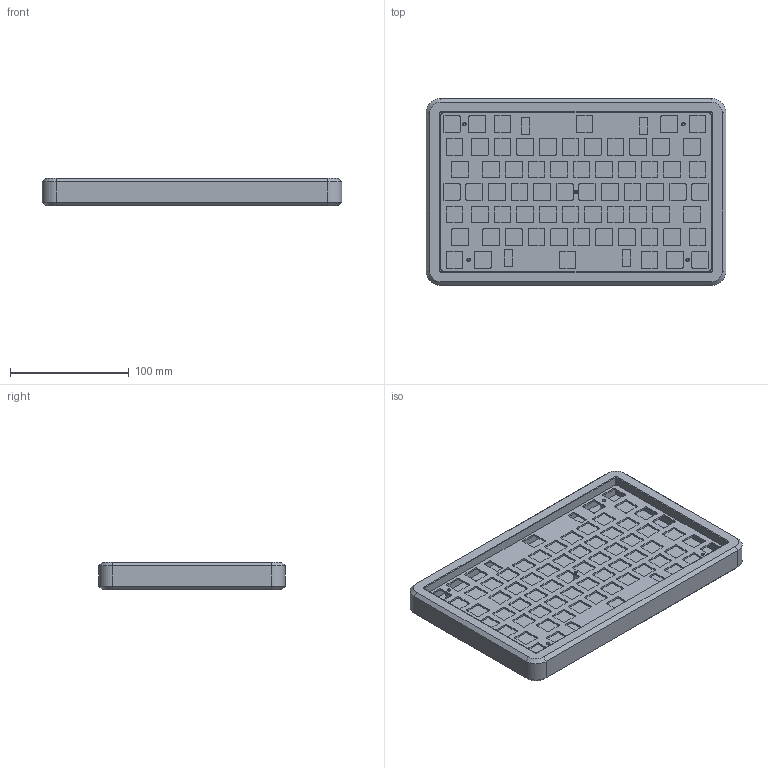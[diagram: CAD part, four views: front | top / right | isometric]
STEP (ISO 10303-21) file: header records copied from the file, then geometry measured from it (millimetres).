
FILE_DESCRIPTION(/* description */ (''),/* implementation_level */ '2;1');
FILE_NAME(/* name */ 'Romance 40.step',/* time_stamp */ '2024-09-06T09:10:52-04:00',/* author */ (''),/* organization */ (''),/* preprocessor_version */ 'ST-DEVELOPER v20',/* originating_system */ 'Autodesk Translation Framework v13.14.0.145',/* authorisation */ '');
FILE_SCHEMA (('AUTOMOTIVE_DESIGN { 1 0 10303 214 3 1 1 }'));
Length unit declared in the file: millimetre
Products named in the file (1): romance 40
Bounding box: 252.6 x 157.35 x 23 mm (x, y, z)
Volume: 372545.1 mm3; surface area: 149471.2 mm2
Topology: 2 solids, 2 shells, 717 faces, 2048 edges, 1346 vertices
Faces by surface type: plane 355, cylinder 323, cone 25, bspline 14
Full cylindrical faces by diameter (mm): 1.769 x5, 3 x5, 5 x1, 6 x4
Entity records: 23971 total; most frequent: CARTESIAN_POINT 4387, DIRECTION 4094, ORIENTED_EDGE 4086, EDGE_CURVE 2043, AXIS2_PLACEMENT_3D 1370, LINE 1354, VECTOR 1354, VERTEX_POINT 1346
